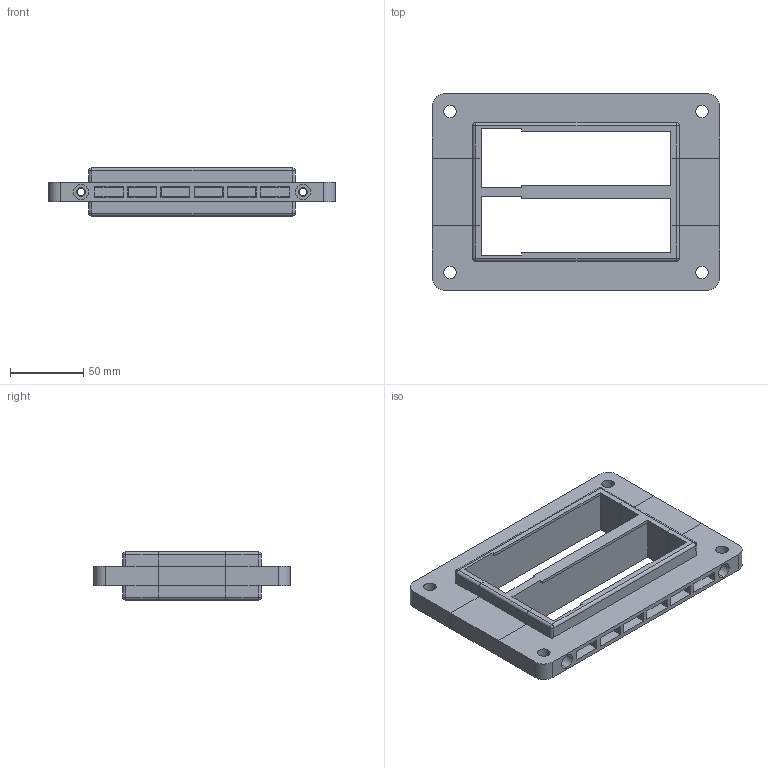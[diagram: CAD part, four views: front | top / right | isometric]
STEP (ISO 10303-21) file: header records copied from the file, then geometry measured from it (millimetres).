
FILE_DESCRIPTION(/* description */ (''),/* implementation_level */ '2;1');
FILE_NAME(/* name */ 'RFCS_20.stp',/* time_stamp */ '2021-01-04T15:01:20+06:00',/* author */ (''),/* organization */ (''),/* preprocessor_version */ 'ST-DEVELOPER v16',/* originating_system */ 'SIEMENS PLM Software NX 10.0',/* authorisation */ '');
FILE_SCHEMA (('AP203_CONFIGURATION_CONTROLLED_3D_DESIGN_OF_MECHANICAL_PARTS_AND_ASSEMBLIES_MIM_LF { 1 0 10303 403 2 1 2}'));
Length unit declared in the file: millimetre
Products named in the file (1): Gurp38D0FE9Fek7k
Bounding box: 196 x 134 x 33 mm (x, y, z)
Volume: 210319.3 mm3; surface area: 96174.4 mm2
Topology: 3 solids, 3 shells, 232 faces, 588 edges, 384 vertices
Faces by surface type: plane 164, cylinder 60, sphere 8
Full cylindrical faces by diameter (mm): 5.1 x2, 6 x4, 7 x2
Entity records: 6964 total; most frequent: CARTESIAN_POINT 1213, ORIENTED_EDGE 1152, DIRECTION 1146, EDGE_CURVE 576, LINE 456, VECTOR 456, VERTEX_POINT 380, AXIS2_PLACEMENT_3D 345
